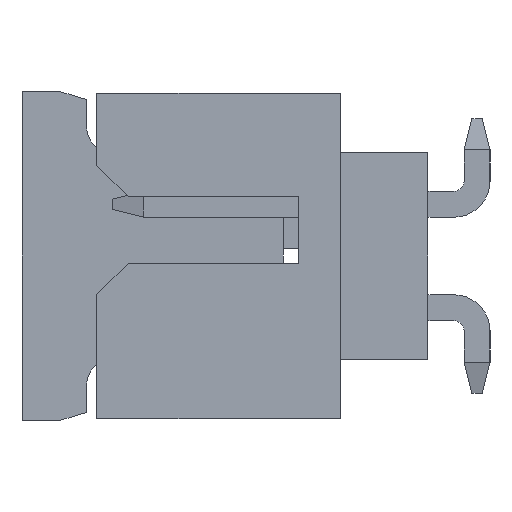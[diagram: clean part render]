
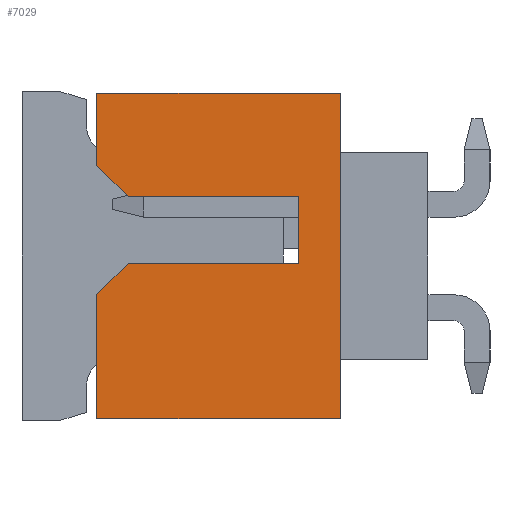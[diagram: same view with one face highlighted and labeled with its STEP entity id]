
A CAD part, left-side view. The second image highlights one B-rep face of the part: STEP entity #7029.
In plain terms, the highlighted planar face has unit normal (-1, 0, 0).
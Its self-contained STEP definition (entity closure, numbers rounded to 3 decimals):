
#1=DIRECTION('',(0.,-1.,0.));
#2=VECTOR('',#1,4.7);
#3=CARTESIAN_POINT('',(-11.325,3.2,-3.15));
#4=LINE('',#3,#2);
#17=DIRECTION('',(0.,0.707,-0.707));
#18=VECTOR('',#17,0.849);
#19=CARTESIAN_POINT('',(-11.325,2.6,-0.15));
#20=LINE('',#19,#18);
#21=DIRECTION('',(0.,-1.,0.));
#22=VECTOR('',#21,3.3);
#23=CARTESIAN_POINT('',(-11.325,2.6,-0.15));
#24=LINE('',#23,#22);
#25=DIRECTION('',(0.,0.,-1.));
#26=VECTOR('',#25,1.3);
#27=CARTESIAN_POINT('',(-11.325,-0.7,1.15));
#28=LINE('',#27,#26);
#29=DIRECTION('',(0.,-1.,0.));
#30=VECTOR('',#29,3.3);
#31=CARTESIAN_POINT('',(-11.325,2.6,1.15));
#32=LINE('',#31,#30);
#33=DIRECTION('',(0.,-0.707,-0.707));
#34=VECTOR('',#33,0.849);
#35=CARTESIAN_POINT('',(-11.325,3.2,1.75));
#36=LINE('',#35,#34);
#37=DIRECTION('',(0.,0.,1.));
#38=VECTOR('',#37,1.4);
#39=CARTESIAN_POINT('',(-11.325,3.2,1.75));
#40=LINE('',#39,#38);
#41=DIRECTION('',(0.,0.,1.));
#42=VECTOR('',#41,6.3);
#43=CARTESIAN_POINT('',(-11.325,-1.5,-3.15));
#44=LINE('',#43,#42);
#45=DIRECTION('',(0.,0.,1.));
#46=VECTOR('',#45,2.4);
#47=CARTESIAN_POINT('',(-11.325,3.2,-3.15));
#48=LINE('',#47,#46);
#1389=DIRECTION('',(0.,-1.,0.));
#1390=VECTOR('',#1389,4.7);
#1391=CARTESIAN_POINT('',(-11.325,3.2,3.15));
#1392=LINE('',#1391,#1390);
#5344=CARTESIAN_POINT('',(-11.325,3.2,-3.15));
#5346=VERTEX_POINT('',#5344);
#5363=CARTESIAN_POINT('',(-11.325,-1.5,-3.15));
#5364=VERTEX_POINT('',#5363);
#5367=CARTESIAN_POINT('',(-11.325,3.2,3.15));
#5368=CARTESIAN_POINT('',(-11.325,-1.5,3.15));
#5369=VERTEX_POINT('',#5367);
#5370=VERTEX_POINT('',#5368);
#5411=CARTESIAN_POINT('',(-11.325,-0.7,1.15));
#5412=CARTESIAN_POINT('',(-11.325,-0.7,-0.15));
#5413=VERTEX_POINT('',#5411);
#5414=VERTEX_POINT('',#5412);
#5651=CARTESIAN_POINT('',(-11.325,2.6,-0.15));
#5652=CARTESIAN_POINT('',(-11.325,3.2,-0.75));
#5653=VERTEX_POINT('',#5651);
#5654=VERTEX_POINT('',#5652);
#5695=CARTESIAN_POINT('',(-11.325,3.2,1.75));
#5696=CARTESIAN_POINT('',(-11.325,2.6,1.15));
#5697=VERTEX_POINT('',#5695);
#5698=VERTEX_POINT('',#5696);
#7003=CARTESIAN_POINT('',(-11.325,3.2,-3.15));
#7004=DIRECTION('',(-1.,0.,0.));
#7005=DIRECTION('',(0.,-1.,0.));
#7006=AXIS2_PLACEMENT_3D('',#7003,#7004,#7005);
#7007=PLANE('',#7006);
#7009=ORIENTED_EDGE('',*,*,#7008,.F.);
#7011=ORIENTED_EDGE('',*,*,#7010,.T.);
#7013=ORIENTED_EDGE('',*,*,#7012,.F.);
#7015=ORIENTED_EDGE('',*,*,#7014,.F.);
#7017=ORIENTED_EDGE('',*,*,#7016,.F.);
#7019=ORIENTED_EDGE('',*,*,#7018,.T.);
#7021=ORIENTED_EDGE('',*,*,#7020,.T.);
#7023=ORIENTED_EDGE('',*,*,#7022,.F.);
#7024=ORIENTED_EDGE('',*,*,#6992,.F.);
#7026=ORIENTED_EDGE('',*,*,#7025,.T.);
#7027=EDGE_LOOP('',(#7009,#7011,#7013,#7015,#7017,#7019,#7021,#7023,#7024,
#7026));
#7028=FACE_OUTER_BOUND('',#7027,.F.);
#7029=ADVANCED_FACE('',(#7028),#7007,.T.);
#6992=EDGE_CURVE('',#5346,#5364,#4,.T.);
#7008=EDGE_CURVE('',#5653,#5654,#20,.T.);
#7010=EDGE_CURVE('',#5653,#5414,#24,.T.);
#7012=EDGE_CURVE('',#5413,#5414,#28,.T.);
#7014=EDGE_CURVE('',#5698,#5413,#32,.T.);
#7016=EDGE_CURVE('',#5697,#5698,#36,.T.);
#7018=EDGE_CURVE('',#5697,#5369,#40,.T.);
#7020=EDGE_CURVE('',#5369,#5370,#1392,.T.);
#7022=EDGE_CURVE('',#5364,#5370,#44,.T.);
#7025=EDGE_CURVE('',#5346,#5654,#48,.T.);
